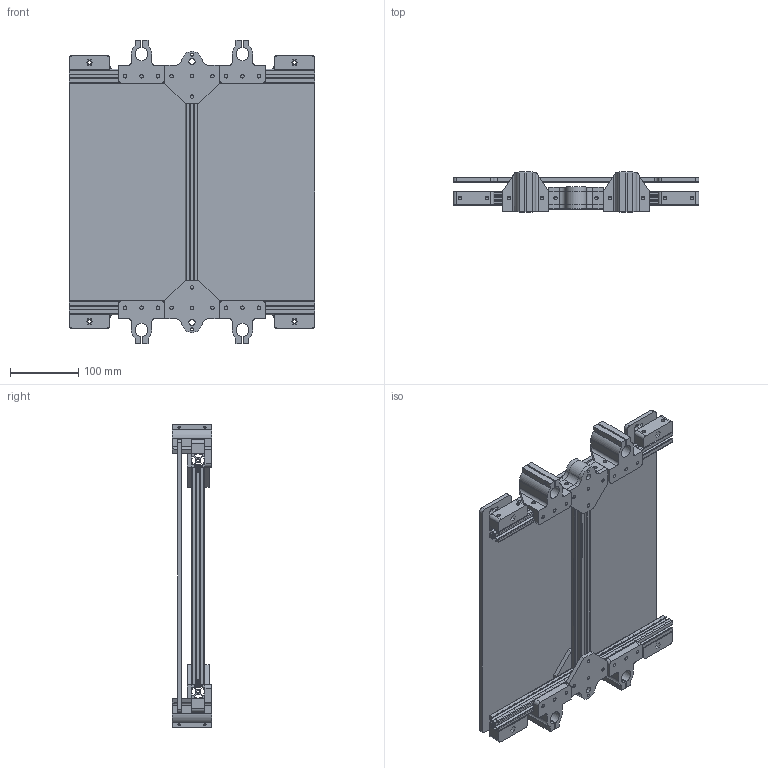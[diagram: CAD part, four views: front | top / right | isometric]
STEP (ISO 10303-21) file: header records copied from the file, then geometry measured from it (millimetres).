
FILE_DESCRIPTION (( 'STEP AP203' ), '1' );
FILE_NAME ('Eustathios EWS-Mod Print-Bed Assembly.STEP', '2014-05-26T03:17:45', ( 'Erik Scott' ), ( '' ), 'SwSTEP 2.0', 'SolidWorks 2013', '' );
FILE_SCHEMA (( 'CONFIG_CONTROL_DESIGN' ));
Length unit declared in the file: millimetre
Products named in the file (9): Eustathios Z-Axis Lead-Screw-Nut Mount - 2 EWS-Mod v1.0; 8020_20-Series_321mm-Length; 91239A224_91239A224; 8020_20-Series_361mm-Length; Eustathios Z-Axis Bearing Mount - 4 EWS-Mod v1.0; Eustathios Bed-Level-Mount; Eustathios Print-Bed; Eustathios Z-Axis_LeadScrew_Mount_Support_Bracket; Eustathios EWS-Mod Print-Bed Assembly
Assembly tree (20 placements, depth 2):
  Eustathios EWS-Mod Print-Bed Assembly
    8020_20-Series_321mm-Length
    91239A224_91239A224  x2
    8020_20-Series_361mm-Length  x2
    Eustathios Bed-Level-Mount  x4
    Eustathios Z-Axis_LeadScrew_Mount_Support_Bracket  x4
    Eustathios Z-Axis Lead-Screw-Nut Mount - 2 EWS-Mod v1.0  x2
    Eustathios Z-Axis Bearing Mount - 4 EWS-Mod v1.0  x4
    Eustathios Print-Bed
Bounding box: 361 x 58 x 446 mm (x, y, z)
Volume: 1491451.9 mm3; surface area: 628645.7 mm2
Topology: 20 solids, 20 shells, 926 faces, 2600 edges, 1722 vertices
Faces by surface type: cylinder 492, plane 406, cone 20, sphere 4, bspline 4
Entity records: 17531 total; most frequent: CARTESIAN_POINT 4557, ORIENTED_EDGE 2514, DIRECTION 2444, EDGE_CURVE 1257, AXIS2_PLACEMENT_3D 851, VERTEX_POINT 833, VECTOR 742, LINE 742
